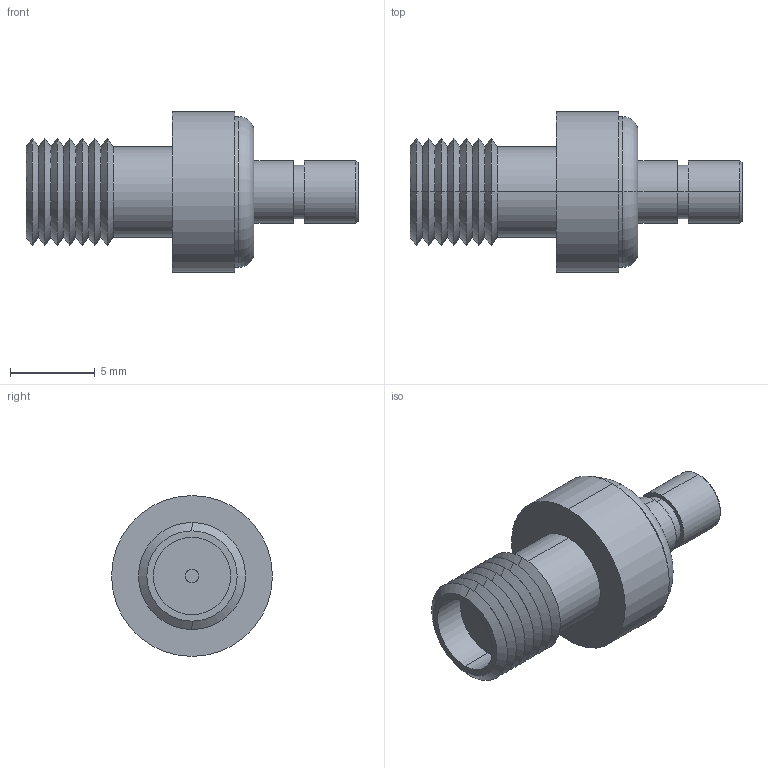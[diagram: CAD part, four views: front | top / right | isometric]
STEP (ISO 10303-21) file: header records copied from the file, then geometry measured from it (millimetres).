
FILE_DESCRIPTION (( 'STEP AP203' ), '1' );
FILE_NAME ('AXA-SMBJSF.STEP', '2010-09-15T20:00:10', ( 'x' ), ( 'Microsoft' ), 'SwSTEP 2.0', 'SolidWorks 2010', '' );
FILE_SCHEMA (( 'CONFIG_CONTROL_DESIGN' ));
Length unit declared in the file: inch
Products named in the file (1): AXA-SMBJSF
Bounding box: 19.61 x 9.5 x 9.5 mm (x, y, z)
Volume: 550.9 mm3; surface area: 687.9 mm2
Topology: 1 solids, 1 shells, 85 faces, 171 edges, 98 vertices
Faces by surface type: cylinder 38, cone 30, plane 13, sphere 2, torus 2
Entity records: 2251 total; most frequent: DIRECTION 438, CARTESIAN_POINT 349, ORIENTED_EDGE 334, AXIS2_PLACEMENT_3D 185, EDGE_CURVE 167, CIRCLE 99, EDGE_LOOP 97, VERTEX_POINT 96
